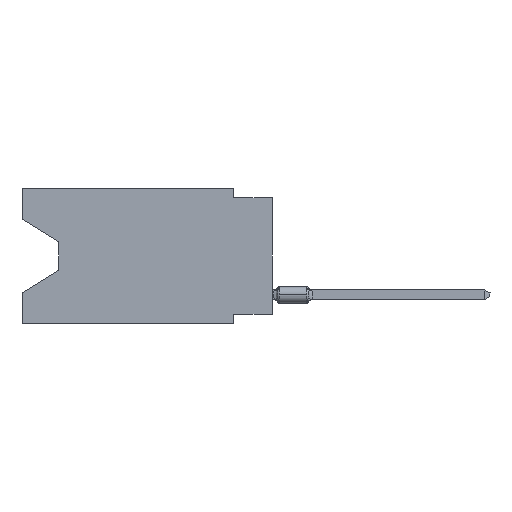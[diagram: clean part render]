
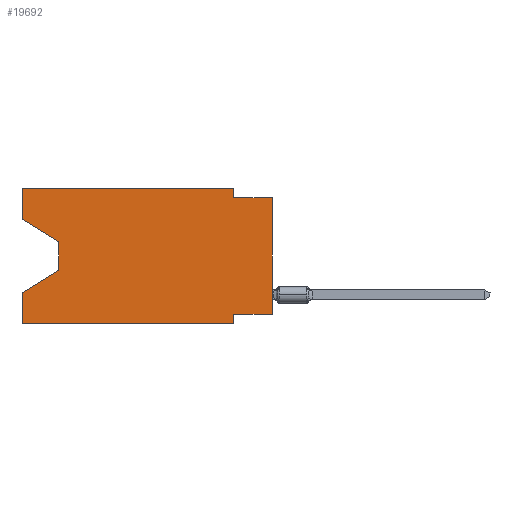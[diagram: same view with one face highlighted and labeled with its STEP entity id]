
A CAD part, left-side view. The second image highlights one B-rep face of the part: STEP entity #19692.
In plain terms, the highlighted planar face has unit normal (-1, 0, 0).
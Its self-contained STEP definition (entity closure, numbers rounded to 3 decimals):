
#447 = VERTEX_POINT ( 'NONE', #1408 ) ;
#1408 = CARTESIAN_POINT ( 'NONE',  ( 0., 0., -0.635 ) ) ;
#2133 = EDGE_CURVE ( 'NONE', #64088, #16938, #67601, .T. ) ;
#3127 = CARTESIAN_POINT ( 'NONE',  ( 0., 16.383, 0. ) ) ;
#3656 = VERTEX_POINT ( 'NONE', #18440 ) ;
#4165 = VECTOR ( 'NONE', #61423, 1000. ) ;
#7118 = CARTESIAN_POINT ( 'NONE',  ( 0., 13.97, -3.505 ) ) ;
#9122 = EDGE_CURVE ( 'NONE', #18116, #28952, #53199, .T. ) ;
#9404 = VERTEX_POINT ( 'NONE', #9613 ) ;
#9525 = DIRECTION ( 'NONE',  ( 0., 0., 1. ) ) ;
#9613 = CARTESIAN_POINT ( 'NONE',  ( 0., 2.54, 0. ) ) ;
#9698 = CARTESIAN_POINT ( 'NONE',  ( 0., 13.97, -5.385 ) ) ;
#10646 = CARTESIAN_POINT ( 'NONE',  ( 0., 16.383, 0. ) ) ;
#11370 = VECTOR ( 'NONE', #17642, 1000. ) ;
#11407 = EDGE_CURVE ( 'NONE', #22245, #3656, #18621, .T. ) ;
#11567 = CARTESIAN_POINT ( 'NONE',  ( 0., 2.54, -8.89 ) ) ;
#11928 = CARTESIAN_POINT ( 'NONE',  ( 0., 13.97, -5.385 ) ) ;
#13046 = EDGE_CURVE ( 'NONE', #3656, #16938, #44014, .T. ) ;
#13895 = VERTEX_POINT ( 'NONE', #34952 ) ;
#14325 = DIRECTION ( 'NONE',  ( 0., 0., 1. ) ) ;
#14704 = VECTOR ( 'NONE', #54321, 1000. ) ;
#14888 = EDGE_LOOP ( 'NONE', ( #51475, #23099, #28304, #18212, #51186, #37930, #47526, #18451, #24421, #42947, #22883, #27342 ) ) ;
#15723 = CARTESIAN_POINT ( 'NONE',  ( 0., 16.383, 0. ) ) ;
#16938 = VERTEX_POINT ( 'NONE', #11567 ) ;
#17324 = DIRECTION ( 'NONE',  ( 0., 0., -1. ) ) ;
#17642 = DIRECTION ( 'NONE',  ( 0., 0., -1. ) ) ;
#18116 = VERTEX_POINT ( 'NONE', #11928 ) ;
#18212 = ORIENTED_EDGE ( 'NONE', *, *, #28512, .F. ) ;
#18440 = CARTESIAN_POINT ( 'NONE',  ( 0., 2.54, -8.255 ) ) ;
#18451 = ORIENTED_EDGE ( 'NONE', *, *, #20019, .T. ) ;
#18621 = LINE ( 'NONE', #67031, #4165 ) ;
#18625 = EDGE_CURVE ( 'NONE', #32144, #54850, #63785, .T. ) ;
#19692 = ADVANCED_FACE ( 'NONE', ( #31681 ), #53106, .F. ) ;
#19862 = CARTESIAN_POINT ( 'NONE',  ( 0., 16.383, -2.038 ) ) ;
#19941 = LINE ( 'NONE', #3127, #24585 ) ;
#20019 = EDGE_CURVE ( 'NONE', #22245, #447, #24960, .T. ) ;
#20029 = VECTOR ( 'NONE', #21415, 1000. ) ;
#20570 = CARTESIAN_POINT ( 'NONE',  ( 0., 16.383, -2.038 ) ) ;
#20904 = DIRECTION ( 'NONE',  ( 0., -0.855, -0.519 ) ) ;
#21415 = DIRECTION ( 'NONE',  ( 0., -1., 0. ) ) ;
#22245 = VERTEX_POINT ( 'NONE', #53223 ) ;
#22883 = ORIENTED_EDGE ( 'NONE', *, *, #34968, .F. ) ;
#23099 = ORIENTED_EDGE ( 'NONE', *, *, #68113, .T. ) ;
#24156 = VECTOR ( 'NONE', #47594, 1000. ) ;
#24307 = VECTOR ( 'NONE', #42953, 1000. ) ;
#24421 = ORIENTED_EDGE ( 'NONE', *, *, #51272, .F. ) ;
#24489 = CARTESIAN_POINT ( 'NONE',  ( 0., 16.383, 0. ) ) ;
#24585 = VECTOR ( 'NONE', #14325, 1000. ) ;
#24832 = DIRECTION ( 'NONE',  ( 0., -1., 0. ) ) ;
#24960 = LINE ( 'NONE', #36544, #28184 ) ;
#27342 = ORIENTED_EDGE ( 'NONE', *, *, #18625, .F. ) ;
#28184 = VECTOR ( 'NONE', #9525, 1000. ) ;
#28304 = ORIENTED_EDGE ( 'NONE', *, *, #9122, .T. ) ;
#28512 = EDGE_CURVE ( 'NONE', #64088, #28952, #19941, .T. ) ;
#28952 = VERTEX_POINT ( 'NONE', #46875 ) ;
#31585 = CARTESIAN_POINT ( 'NONE',  ( 0., 0., -0.635 ) ) ;
#31681 = FACE_OUTER_BOUND ( 'NONE', #14888, .T. ) ;
#32144 = VERTEX_POINT ( 'NONE', #20570 ) ;
#32554 = CARTESIAN_POINT ( 'NONE',  ( 0., 16.383, -8.89 ) ) ;
#34952 = CARTESIAN_POINT ( 'NONE',  ( 0., 2.54, -0.635 ) ) ;
#34968 = EDGE_CURVE ( 'NONE', #54850, #9404, #66613, .T. ) ;
#36308 = VECTOR ( 'NONE', #24832, 1000. ) ;
#36544 = CARTESIAN_POINT ( 'NONE',  ( 0., 0., 0. ) ) ;
#37930 = ORIENTED_EDGE ( 'NONE', *, *, #13046, .F. ) ;
#38021 = VECTOR ( 'NONE', #63019, 1000. ) ;
#39410 = LINE ( 'NONE', #7118, #11370 ) ;
#40739 = EDGE_CURVE ( 'NONE', #32144, #68477, #46543, .T. ) ;
#41195 = DIRECTION ( 'NONE',  ( 1., 0., 0. ) ) ;
#41555 = CARTESIAN_POINT ( 'NONE',  ( 0., 16.383, 0. ) ) ;
#42947 = ORIENTED_EDGE ( 'NONE', *, *, #47790, .F. ) ;
#42953 = DIRECTION ( 'NONE',  ( 0., 0., -1. ) ) ;
#44014 = LINE ( 'NONE', #60135, #55758 ) ;
#44163 = CARTESIAN_POINT ( 'NONE',  ( 0., 13.97, -3.505 ) ) ;
#46076 = AXIS2_PLACEMENT_3D ( 'NONE', #10646, #41195, #62576 ) ;
#46543 = LINE ( 'NONE', #19862, #68413 ) ;
#46875 = CARTESIAN_POINT ( 'NONE',  ( 0., 16.383, -6.852 ) ) ;
#47526 = ORIENTED_EDGE ( 'NONE', *, *, #11407, .F. ) ;
#47594 = DIRECTION ( 'NONE',  ( 0., 0.855, -0.519 ) ) ;
#47790 = EDGE_CURVE ( 'NONE', #9404, #13895, #52426, .T. ) ;
#49128 = LINE ( 'NONE', #31585, #20029 ) ;
#51186 = ORIENTED_EDGE ( 'NONE', *, *, #2133, .T. ) ;
#51272 = EDGE_CURVE ( 'NONE', #13895, #447, #49128, .T. ) ;
#51475 = ORIENTED_EDGE ( 'NONE', *, *, #40739, .T. ) ;
#52426 = LINE ( 'NONE', #63642, #24307 ) ;
#53106 = PLANE ( 'NONE',  #46076 ) ;
#53199 = LINE ( 'NONE', #9698, #24156 ) ;
#53223 = CARTESIAN_POINT ( 'NONE',  ( 0., 0., -8.255 ) ) ;
#54321 = DIRECTION ( 'NONE',  ( 0., 0., 1. ) ) ;
#54850 = VERTEX_POINT ( 'NONE', #41555 ) ;
#55758 = VECTOR ( 'NONE', #17324, 1000. ) ;
#56385 = CARTESIAN_POINT ( 'NONE',  ( 0., 16.383, -8.89 ) ) ;
#60135 = CARTESIAN_POINT ( 'NONE',  ( 0., 2.54, -8.89 ) ) ;
#61423 = DIRECTION ( 'NONE',  ( 0., 1., 0. ) ) ;
#62576 = DIRECTION ( 'NONE',  ( 0., 0., -1. ) ) ;
#63019 = DIRECTION ( 'NONE',  ( 0., -1., 0. ) ) ;
#63642 = CARTESIAN_POINT ( 'NONE',  ( 0., 2.54, 0. ) ) ;
#63785 = LINE ( 'NONE', #15723, #14704 ) ;
#64088 = VERTEX_POINT ( 'NONE', #32554 ) ;
#66613 = LINE ( 'NONE', #24489, #36308 ) ;
#67031 = CARTESIAN_POINT ( 'NONE',  ( 0., 0., -8.255 ) ) ;
#67601 = LINE ( 'NONE', #56385, #38021 ) ;
#68113 = EDGE_CURVE ( 'NONE', #68477, #18116, #39410, .T. ) ;
#68413 = VECTOR ( 'NONE', #20904, 1000. ) ;
#68477 = VERTEX_POINT ( 'NONE', #44163 ) ;
